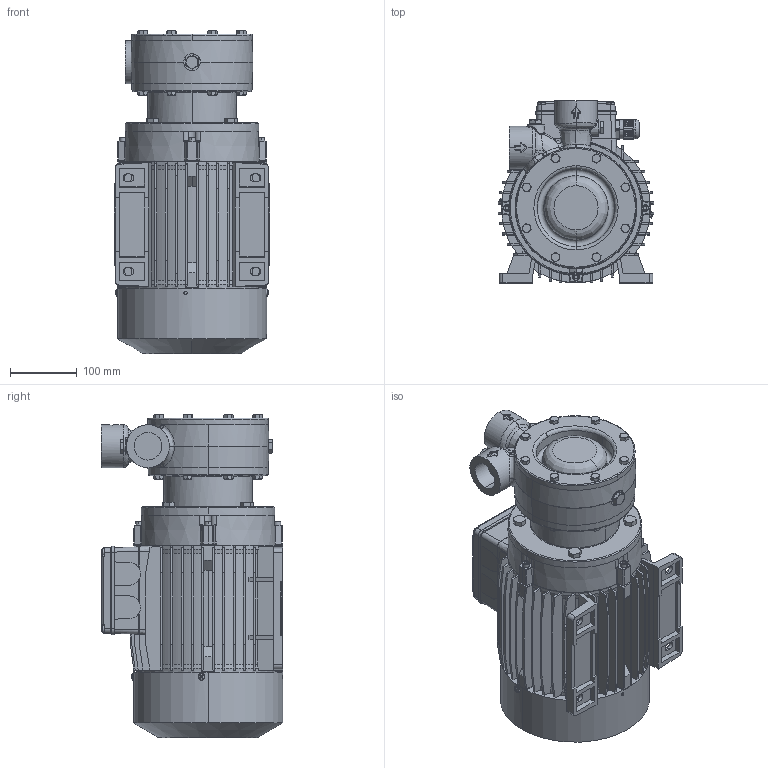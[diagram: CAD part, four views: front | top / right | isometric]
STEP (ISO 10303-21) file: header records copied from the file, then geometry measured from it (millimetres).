
FILE_DESCRIPTION (( 'STEP AP214' ), '1' );
FILE_NAME ('4_93_450_09_REV00.STEP', '2023-03-07T09:28:58', ( '' ), ( '' ), 'SwSTEP 2.0', 'SolidWorks 2020', '' );
FILE_SCHEMA (( 'AUTOMOTIVE_DESIGN' ));
Length unit declared in the file: millimetre
Products named in the file (1): 4_93_450_09_REV00
Bounding box: 232.48 x 272.2 x 483.5 mm (x, y, z)
Volume: 16131255.6 mm3; surface area: 938456.3 mm2
Topology: 13 solids, 13 shells, 3294 faces, 9008 edges, 5863 vertices
Faces by surface type: bspline 1337, plane 1309, cone 316, cylinder 310, sphere 16, torus 6
Entity records: 149563 total; most frequent: CARTESIAN_POINT 75789, ORIENTED_EDGE 17964, DIRECTION 10468, EDGE_CURVE 8982, VERTEX_POINT 5863, LINE 5312, VECTOR 5312, EDGE_LOOP 3461
